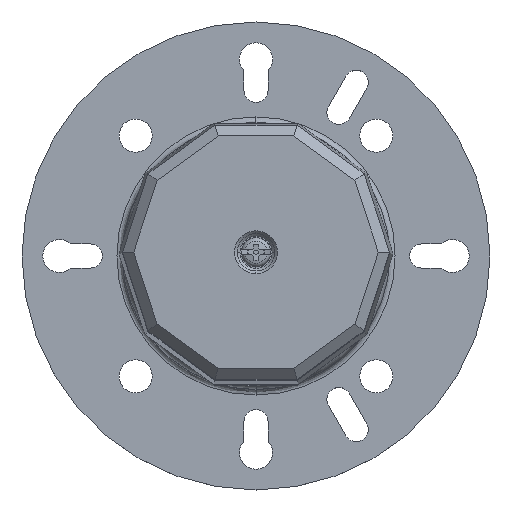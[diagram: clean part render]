
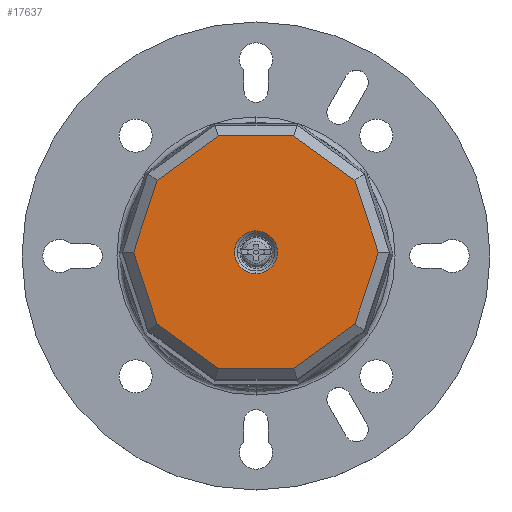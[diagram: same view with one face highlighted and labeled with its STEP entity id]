
A CAD part, top view. The second image highlights one B-rep face of the part: STEP entity #17637.
In plain terms, the highlighted planar face has unit normal (0, 0, 1).
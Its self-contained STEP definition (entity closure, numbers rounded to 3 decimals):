
#11 = CARTESIAN_POINT ( 'NONE',  ( 0., 0., 395. ) ) ;
#29 = DIRECTION ( 'NONE',  ( -0.309, 0.951, 0. ) ) ;
#313 = CARTESIAN_POINT ( 'NONE',  ( 18.502, -13.442, 395. ) ) ;
#423 = EDGE_CURVE ( 'NONE', #13599, #7071, #21086, .T. ) ;
#606 = LINE ( 'NONE', #2579, #1033 ) ;
#728 = VECTOR ( 'NONE', #23378, 1000. ) ;
#857 = VERTEX_POINT ( 'NONE', #18477 ) ;
#980 = LINE ( 'NONE', #23275, #10196 ) ;
#994 = CARTESIAN_POINT ( 'NONE',  ( 7.067, -21.75, 395. ) ) ;
#996 = DIRECTION ( 'NONE',  ( 0., 0., 1. ) ) ;
#1033 = VECTOR ( 'NONE', #4299, 1000. ) ;
#1254 = VECTOR ( 'NONE', #11881, 1000. ) ;
#1365 = PLANE ( 'NONE',  #19410 ) ;
#1366 = CIRCLE ( 'NONE', #21323, 4. ) ;
#1370 = LINE ( 'NONE', #18387, #3812 ) ;
#1550 = VERTEX_POINT ( 'NONE', #313 ) ;
#1618 = DIRECTION ( 'NONE',  ( 0.809, -0.588, 0. ) ) ;
#1985 = DIRECTION ( 'NONE',  ( 0., -1., 0. ) ) ;
#2064 = EDGE_LOOP ( 'NONE', ( #2650, #17506 ) ) ;
#2075 = EDGE_CURVE ( 'NONE', #16801, #17992, #980, .T. ) ;
#2417 = CARTESIAN_POINT ( 'NONE',  ( 0., -4., 395. ) ) ;
#2579 = CARTESIAN_POINT ( 'NONE',  ( -7.067, 21.75, 395. ) ) ;
#2650 = ORIENTED_EDGE ( 'NONE', *, *, #8351, .F. ) ;
#3069 = VERTEX_POINT ( 'NONE', #24183 ) ;
#3688 = EDGE_CURVE ( 'NONE', #14974, #12462, #22632, .T. ) ;
#3812 = VECTOR ( 'NONE', #1618, 1000. ) ;
#3998 = ORIENTED_EDGE ( 'NONE', *, *, #3688, .F. ) ;
#4299 = DIRECTION ( 'NONE',  ( 1., 0., 0. ) ) ;
#4375 = VECTOR ( 'NONE', #21025, 1000. ) ;
#4396 = CARTESIAN_POINT ( 'NONE',  ( -18.502, -13.442, 395. ) ) ;
#4469 = EDGE_CURVE ( 'NONE', #3069, #13036, #15111, .T. ) ;
#4625 = DIRECTION ( 'NONE',  ( 0., -1., 0. ) ) ;
#4660 = CARTESIAN_POINT ( 'NONE',  ( -22.869, 0., 395. ) ) ;
#5049 = FACE_BOUND ( 'NONE', #2064, .T. ) ;
#5062 = CARTESIAN_POINT ( 'NONE',  ( -22.869, 0., 395. ) ) ;
#5402 = CARTESIAN_POINT ( 'NONE',  ( 22.869, 0., 395. ) ) ;
#5644 = CARTESIAN_POINT ( 'NONE',  ( -7.067, 21.75, 395. ) ) ;
#7006 = CARTESIAN_POINT ( 'NONE',  ( -25.156, -23.925, 395. ) ) ;
#7071 = VERTEX_POINT ( 'NONE', #13735 ) ;
#7424 = AXIS2_PLACEMENT_3D ( 'NONE', #11, #24025, #1985 ) ;
#8088 = VERTEX_POINT ( 'NONE', #19060 ) ;
#8351 = EDGE_CURVE ( 'NONE', #7071, #13599, #1366, .T. ) ;
#8415 = DIRECTION ( 'NONE',  ( 0., 0., 1. ) ) ;
#8475 = DIRECTION ( 'NONE',  ( -1., 0., 0. ) ) ;
#9346 = CARTESIAN_POINT ( 'NONE',  ( -18.502, -13.442, 395. ) ) ;
#9566 = LINE ( 'NONE', #5402, #17069 ) ;
#10180 = DIRECTION ( 'NONE',  ( 0.309, -0.951, 0. ) ) ;
#10194 = LINE ( 'NONE', #994, #15972 ) ;
#10196 = VECTOR ( 'NONE', #10180, 1000. ) ;
#10308 = ORIENTED_EDGE ( 'NONE', *, *, #2075, .F. ) ;
#11071 = ORIENTED_EDGE ( 'NONE', *, *, #16245, .F. ) ;
#11881 = DIRECTION ( 'NONE',  ( 0.809, 0.588, 0. ) ) ;
#12462 = VERTEX_POINT ( 'NONE', #4396 ) ;
#12972 = ORIENTED_EDGE ( 'NONE', *, *, #18070, .F. ) ;
#13036 = VERTEX_POINT ( 'NONE', #5644 ) ;
#13231 = CARTESIAN_POINT ( 'NONE',  ( 22.869, 0., 395. ) ) ;
#13550 = CARTESIAN_POINT ( 'NONE',  ( -7.067, -21.75, 395. ) ) ;
#13599 = VERTEX_POINT ( 'NONE', #2417 ) ;
#13735 = CARTESIAN_POINT ( 'NONE',  ( 0., 4., 395. ) ) ;
#13911 = ORIENTED_EDGE ( 'NONE', *, *, #16745, .F. ) ;
#13984 = FACE_OUTER_BOUND ( 'NONE', #16405, .T. ) ;
#14711 = DIRECTION ( 'NONE',  ( -0.309, -0.951, 0. ) ) ;
#14974 = VERTEX_POINT ( 'NONE', #17529 ) ;
#15111 = LINE ( 'NONE', #21191, #1254 ) ;
#15258 = CARTESIAN_POINT ( 'NONE',  ( 18.502, 13.442, 395. ) ) ;
#15549 = LINE ( 'NONE', #16032, #18307 ) ;
#15966 = EDGE_CURVE ( 'NONE', #12462, #23203, #16812, .T. ) ;
#15972 = VECTOR ( 'NONE', #8475, 1000. ) ;
#16032 = CARTESIAN_POINT ( 'NONE',  ( 18.502, -13.442, 395. ) ) ;
#16245 = EDGE_CURVE ( 'NONE', #8088, #14974, #10194, .T. ) ;
#16303 = DIRECTION ( 'NONE',  ( 1., 0., 0. ) ) ;
#16336 = ORIENTED_EDGE ( 'NONE', *, *, #17905, .F. ) ;
#16405 = EDGE_LOOP ( 'NONE', ( #3998, #11071, #22074, #16336, #10308, #20814, #12972, #23731, #13911, #20258 ) ) ;
#16649 = EDGE_CURVE ( 'NONE', #1550, #8088, #15549, .T. ) ;
#16745 = EDGE_CURVE ( 'NONE', #23203, #3069, #21434, .T. ) ;
#16801 = VERTEX_POINT ( 'NONE', #15258 ) ;
#16812 = LINE ( 'NONE', #9346, #18680 ) ;
#17069 = VECTOR ( 'NONE', #14711, 1000. ) ;
#17506 = ORIENTED_EDGE ( 'NONE', *, *, #423, .F. ) ;
#17529 = CARTESIAN_POINT ( 'NONE',  ( -7.067, -21.75, 395. ) ) ;
#17637 = ADVANCED_FACE ( 'NONE', ( #5049, #13984 ), #1365, .T. ) ;
#17905 = EDGE_CURVE ( 'NONE', #17992, #1550, #9566, .T. ) ;
#17992 = VERTEX_POINT ( 'NONE', #13231 ) ;
#18070 = EDGE_CURVE ( 'NONE', #13036, #857, #606, .T. ) ;
#18307 = VECTOR ( 'NONE', #21787, 1000. ) ;
#18387 = CARTESIAN_POINT ( 'NONE',  ( 7.067, 21.75, 395. ) ) ;
#18477 = CARTESIAN_POINT ( 'NONE',  ( 7.067, 21.75, 395. ) ) ;
#18680 = VECTOR ( 'NONE', #29, 1000. ) ;
#19060 = CARTESIAN_POINT ( 'NONE',  ( 7.067, -21.75, 395. ) ) ;
#19248 = EDGE_CURVE ( 'NONE', #857, #16801, #1370, .T. ) ;
#19410 = AXIS2_PLACEMENT_3D ( 'NONE', #7006, #996, #16303 ) ;
#20258 = ORIENTED_EDGE ( 'NONE', *, *, #15966, .F. ) ;
#20814 = ORIENTED_EDGE ( 'NONE', *, *, #19248, .F. ) ;
#21025 = DIRECTION ( 'NONE',  ( -0.809, 0.588, 0. ) ) ;
#21086 = CIRCLE ( 'NONE', #7424, 4. ) ;
#21191 = CARTESIAN_POINT ( 'NONE',  ( -18.502, 13.442, 395. ) ) ;
#21323 = AXIS2_PLACEMENT_3D ( 'NONE', #21530, #8415, #4625 ) ;
#21434 = LINE ( 'NONE', #4660, #728 ) ;
#21530 = CARTESIAN_POINT ( 'NONE',  ( 0., 0., 395. ) ) ;
#21787 = DIRECTION ( 'NONE',  ( -0.809, -0.588, 0. ) ) ;
#22074 = ORIENTED_EDGE ( 'NONE', *, *, #16649, .F. ) ;
#22632 = LINE ( 'NONE', #13550, #4375 ) ;
#23203 = VERTEX_POINT ( 'NONE', #5062 ) ;
#23275 = CARTESIAN_POINT ( 'NONE',  ( 18.502, 13.442, 395. ) ) ;
#23378 = DIRECTION ( 'NONE',  ( 0.309, 0.951, 0. ) ) ;
#23731 = ORIENTED_EDGE ( 'NONE', *, *, #4469, .F. ) ;
#24025 = DIRECTION ( 'NONE',  ( 0., 0., 1. ) ) ;
#24183 = CARTESIAN_POINT ( 'NONE',  ( -18.502, 13.442, 395. ) ) ;
